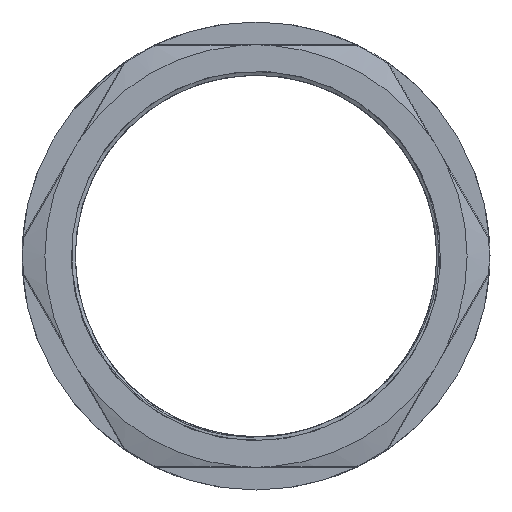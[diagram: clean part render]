
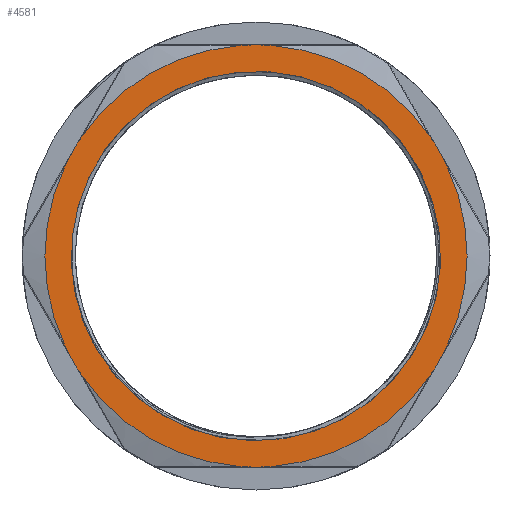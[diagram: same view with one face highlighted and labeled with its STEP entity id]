
A CAD part, left-side view. The second image highlights one B-rep face of the part: STEP entity #4581.
In plain terms, the highlighted planar face has unit normal (-1, 0, 0).
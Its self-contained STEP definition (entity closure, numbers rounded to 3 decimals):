
#41=FACE_BOUND('',#1143,.T.);
#373=CIRCLE('',#5023,37.181);
#377=CIRCLE('',#5027,42.5);
#386=CIRCLE('',#5040,42.5);
#390=CIRCLE('',#5047,42.5);
#393=CIRCLE('',#5050,42.5);
#402=CIRCLE('',#5063,42.5);
#405=CIRCLE('',#5069,42.5);
#408=CIRCLE('',#5072,42.5);
#417=CIRCLE('',#5085,42.5);
#420=CIRCLE('',#5091,42.5);
#423=CIRCLE('',#5094,42.5);
#432=CIRCLE('',#5107,42.5);
#435=CIRCLE('',#5113,42.5);
#438=CIRCLE('',#5116,42.5);
#447=CIRCLE('',#5129,42.5);
#450=CIRCLE('',#5135,42.5);
#453=CIRCLE('',#5138,42.5);
#461=CIRCLE('',#5150,42.5);
#464=CIRCLE('',#5156,42.5);
#873=FACE_OUTER_BOUND('',#1142,.T.);
#1142=EDGE_LOOP('',(#4046,#4047,#4048,#4049,#4050,#4051,#4052,#4053,#4054,
#4055,#4056,#4057,#4058,#4059,#4060,#4061,#4062,#4063));
#1143=EDGE_LOOP('',(#4064));
#2100=VERTEX_POINT('',#9542);
#2101=VERTEX_POINT('',#9565);
#2105=VERTEX_POINT('',#9609);
#2114=VERTEX_POINT('',#9657);
#2118=VERTEX_POINT('',#9711);
#2119=VERTEX_POINT('',#9737);
#2123=VERTEX_POINT('',#9781);
#2132=VERTEX_POINT('',#9829);
#2134=VERTEX_POINT('',#9901);
#2138=VERTEX_POINT('',#9945);
#2147=VERTEX_POINT('',#9993);
#2149=VERTEX_POINT('',#10065);
#2153=VERTEX_POINT('',#10109);
#2162=VERTEX_POINT('',#10157);
#2164=VERTEX_POINT('',#10229);
#2168=VERTEX_POINT('',#10273);
#2177=VERTEX_POINT('',#10321);
#2181=VERTEX_POINT('',#10431);
#2189=VERTEX_POINT('',#10477);
#2708=EDGE_CURVE('',#2100,#2100,#373,.T.);
#2714=EDGE_CURVE('',#2101,#2105,#377,.T.);
#2731=EDGE_CURVE('',#2105,#2114,#386,.T.);
#2736=EDGE_CURVE('',#2114,#2118,#390,.T.);
#2742=EDGE_CURVE('',#2119,#2123,#393,.T.);
#2759=EDGE_CURVE('',#2123,#2132,#402,.T.);
#2763=EDGE_CURVE('',#2132,#2101,#405,.T.);
#2768=EDGE_CURVE('',#2134,#2138,#408,.T.);
#2785=EDGE_CURVE('',#2138,#2147,#417,.T.);
#2789=EDGE_CURVE('',#2147,#2119,#420,.T.);
#2794=EDGE_CURVE('',#2149,#2153,#423,.T.);
#2811=EDGE_CURVE('',#2153,#2162,#432,.T.);
#2815=EDGE_CURVE('',#2162,#2134,#435,.T.);
#2820=EDGE_CURVE('',#2164,#2168,#438,.T.);
#2837=EDGE_CURVE('',#2168,#2177,#447,.T.);
#2841=EDGE_CURVE('',#2177,#2149,#450,.T.);
#2845=EDGE_CURVE('',#2118,#2181,#453,.T.);
#2861=EDGE_CURVE('',#2181,#2189,#461,.T.);
#2865=EDGE_CURVE('',#2189,#2164,#464,.T.);
#4046=ORIENTED_EDGE('',*,*,#2811,.F.);
#4047=ORIENTED_EDGE('',*,*,#2794,.F.);
#4048=ORIENTED_EDGE('',*,*,#2841,.F.);
#4049=ORIENTED_EDGE('',*,*,#2837,.F.);
#4050=ORIENTED_EDGE('',*,*,#2820,.F.);
#4051=ORIENTED_EDGE('',*,*,#2865,.F.);
#4052=ORIENTED_EDGE('',*,*,#2861,.F.);
#4053=ORIENTED_EDGE('',*,*,#2845,.F.);
#4054=ORIENTED_EDGE('',*,*,#2736,.F.);
#4055=ORIENTED_EDGE('',*,*,#2731,.F.);
#4056=ORIENTED_EDGE('',*,*,#2714,.F.);
#4057=ORIENTED_EDGE('',*,*,#2763,.F.);
#4058=ORIENTED_EDGE('',*,*,#2759,.F.);
#4059=ORIENTED_EDGE('',*,*,#2742,.F.);
#4060=ORIENTED_EDGE('',*,*,#2789,.F.);
#4061=ORIENTED_EDGE('',*,*,#2785,.F.);
#4062=ORIENTED_EDGE('',*,*,#2768,.F.);
#4063=ORIENTED_EDGE('',*,*,#2815,.F.);
#4064=ORIENTED_EDGE('',*,*,#2708,.T.);
#4314=PLANE('',#5171);
#4581=ADVANCED_FACE('',(#873,#41),#4314,.T.);
#5023=AXIS2_PLACEMENT_3D('',#9543,#6305,#6306);
#5027=AXIS2_PLACEMENT_3D('',#9610,#6313,#6314);
#5040=AXIS2_PLACEMENT_3D('',#9701,#6343,#6344);
#5047=AXIS2_PLACEMENT_3D('',#9712,#6358,#6359);
#5050=AXIS2_PLACEMENT_3D('',#9782,#6364,#6365);
#5063=AXIS2_PLACEMENT_3D('',#9873,#6394,#6395);
#5069=AXIS2_PLACEMENT_3D('',#9880,#6407,#6408);
#5072=AXIS2_PLACEMENT_3D('',#9946,#6413,#6414);
#5085=AXIS2_PLACEMENT_3D('',#10037,#6443,#6444);
#5091=AXIS2_PLACEMENT_3D('',#10044,#6456,#6457);
#5094=AXIS2_PLACEMENT_3D('',#10110,#6462,#6463);
#5107=AXIS2_PLACEMENT_3D('',#10201,#6492,#6493);
#5113=AXIS2_PLACEMENT_3D('',#10208,#6505,#6506);
#5116=AXIS2_PLACEMENT_3D('',#10274,#6511,#6512);
#5129=AXIS2_PLACEMENT_3D('',#10365,#6541,#6542);
#5135=AXIS2_PLACEMENT_3D('',#10372,#6554,#6555);
#5138=AXIS2_PLACEMENT_3D('',#10432,#6560,#6561);
#5150=AXIS2_PLACEMENT_3D('',#10521,#6588,#6589);
#5156=AXIS2_PLACEMENT_3D('',#10528,#6601,#6602);
#5171=AXIS2_PLACEMENT_3D('',#10544,#6631,#6632);
#6305=DIRECTION('center_axis',(1.,0.,0.));
#6306=DIRECTION('ref_axis',(0.,0.,-1.));
#6313=DIRECTION('center_axis',(1.,0.,0.));
#6314=DIRECTION('ref_axis',(0.,-1.,0.));
#6343=DIRECTION('center_axis',(1.,0.,0.));
#6344=DIRECTION('ref_axis',(0.,-1.,0.));
#6358=DIRECTION('center_axis',(1.,0.,0.));
#6359=DIRECTION('ref_axis',(0.,-1.,0.));
#6364=DIRECTION('center_axis',(1.,0.,0.));
#6365=DIRECTION('ref_axis',(0.,-1.,0.));
#6394=DIRECTION('center_axis',(1.,0.,0.));
#6395=DIRECTION('ref_axis',(0.,-1.,0.));
#6407=DIRECTION('center_axis',(1.,0.,0.));
#6408=DIRECTION('ref_axis',(0.,-1.,0.));
#6413=DIRECTION('center_axis',(1.,0.,0.));
#6414=DIRECTION('ref_axis',(0.,-1.,0.));
#6443=DIRECTION('center_axis',(1.,0.,0.));
#6444=DIRECTION('ref_axis',(0.,-1.,0.));
#6456=DIRECTION('center_axis',(1.,0.,0.));
#6457=DIRECTION('ref_axis',(0.,-1.,0.));
#6462=DIRECTION('center_axis',(1.,0.,0.));
#6463=DIRECTION('ref_axis',(0.,-1.,0.));
#6492=DIRECTION('center_axis',(1.,0.,0.));
#6493=DIRECTION('ref_axis',(0.,-1.,0.));
#6505=DIRECTION('center_axis',(1.,0.,0.));
#6506=DIRECTION('ref_axis',(0.,-1.,0.));
#6511=DIRECTION('center_axis',(1.,0.,0.));
#6512=DIRECTION('ref_axis',(0.,-1.,0.));
#6541=DIRECTION('center_axis',(1.,0.,0.));
#6542=DIRECTION('ref_axis',(0.,-1.,0.));
#6554=DIRECTION('center_axis',(1.,0.,0.));
#6555=DIRECTION('ref_axis',(0.,-1.,0.));
#6560=DIRECTION('center_axis',(1.,0.,0.));
#6561=DIRECTION('ref_axis',(0.,-1.,0.));
#6588=DIRECTION('center_axis',(1.,0.,0.));
#6589=DIRECTION('ref_axis',(0.,-1.,0.));
#6601=DIRECTION('center_axis',(1.,0.,0.));
#6602=DIRECTION('ref_axis',(0.,-1.,0.));
#6631=DIRECTION('center_axis',(-1.,0.,0.));
#6632=DIRECTION('ref_axis',(0.,0.,1.));
#9542=CARTESIAN_POINT('',(-15.3,32.2,-18.591));
#9543=CARTESIAN_POINT('Origin',(-15.3,0.,0.));
#9565=CARTESIAN_POINT('',(-15.3,-34.92,24.225));
#9609=CARTESIAN_POINT('',(-15.3,-36.806,21.25));
#9610=CARTESIAN_POINT('Origin',(-15.3,0.,0.));
#9657=CARTESIAN_POINT('',(-15.3,-38.439,18.129));
#9701=CARTESIAN_POINT('Origin',(-15.3,0.,0.));
#9711=CARTESIAN_POINT('',(-15.3,-38.439,-18.129));
#9712=CARTESIAN_POINT('Origin',(-15.3,0.,0.));
#9737=CARTESIAN_POINT('',(-15.3,3.519,42.354));
#9781=CARTESIAN_POINT('',(-15.3,0.,42.5));
#9782=CARTESIAN_POINT('Origin',(-15.3,0.,0.));
#9829=CARTESIAN_POINT('',(-15.3,-3.519,42.354));
#9873=CARTESIAN_POINT('Origin',(-15.3,0.,0.));
#9880=CARTESIAN_POINT('Origin',(-15.3,0.,0.));
#9901=CARTESIAN_POINT('',(-15.3,38.439,18.129));
#9945=CARTESIAN_POINT('',(-15.3,36.806,21.25));
#9946=CARTESIAN_POINT('Origin',(-15.3,0.,0.));
#9993=CARTESIAN_POINT('',(-15.3,34.92,24.225));
#10037=CARTESIAN_POINT('Origin',(-15.3,0.,0.));
#10044=CARTESIAN_POINT('Origin',(-15.3,0.,0.));
#10065=CARTESIAN_POINT('',(-15.3,34.92,-24.225));
#10109=CARTESIAN_POINT('',(-15.3,36.806,-21.25));
#10110=CARTESIAN_POINT('Origin',(-15.3,0.,0.));
#10157=CARTESIAN_POINT('',(-15.3,38.439,-18.129));
#10201=CARTESIAN_POINT('Origin',(-15.3,0.,0.));
#10208=CARTESIAN_POINT('Origin',(-15.3,0.,0.));
#10229=CARTESIAN_POINT('',(-15.3,-3.519,-42.354));
#10273=CARTESIAN_POINT('',(-15.3,0.,-42.5));
#10274=CARTESIAN_POINT('Origin',(-15.3,0.,0.));
#10321=CARTESIAN_POINT('',(-15.3,3.519,-42.354));
#10365=CARTESIAN_POINT('Origin',(-15.3,0.,0.));
#10372=CARTESIAN_POINT('Origin',(-15.3,0.,0.));
#10431=CARTESIAN_POINT('',(-15.3,-36.806,-21.25));
#10432=CARTESIAN_POINT('Origin',(-15.3,0.,0.));
#10477=CARTESIAN_POINT('',(-15.3,-34.92,-24.225));
#10521=CARTESIAN_POINT('Origin',(-15.3,0.,0.));
#10528=CARTESIAN_POINT('Origin',(-15.3,0.,0.));
#10544=CARTESIAN_POINT('Origin',(-15.3,47.115,0.));
